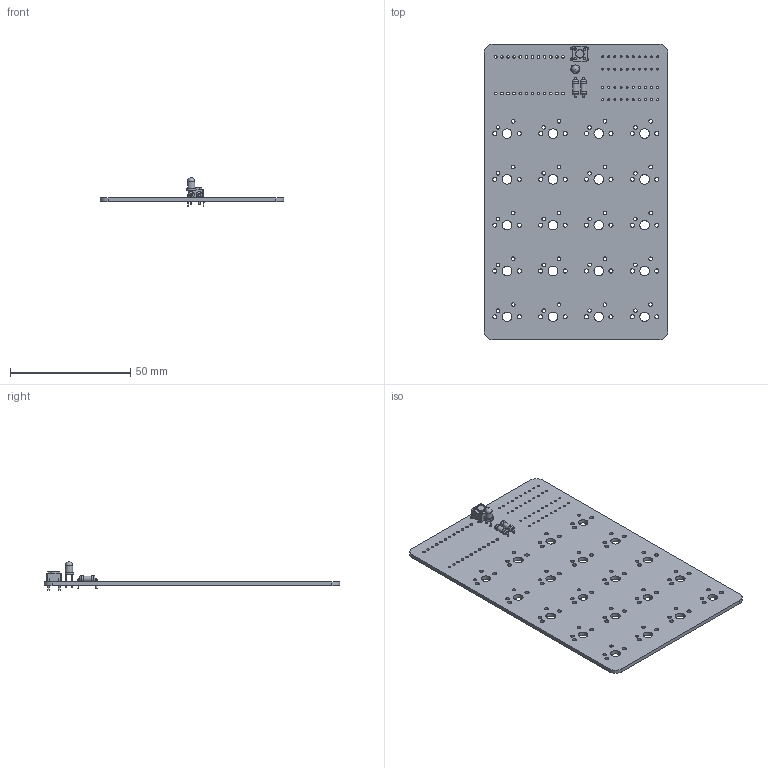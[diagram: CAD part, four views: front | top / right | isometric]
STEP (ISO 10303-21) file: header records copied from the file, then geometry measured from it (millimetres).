
FILE_DESCRIPTION(('KiCad electronic assembly'),'2;1');
FILE_NAME('numpad.step','2020-07-07T18:22:51',('An Author'),('A Company' ),'Open CASCADE STEP processor 6.9','KiCad to STEP converter', 'Unknown');
FILE_SCHEMA(('AUTOMOTIVE_DESIGN { 1 0 10303 214 1 1 1 1 }'));
Length unit declared in the file: millimetre
Products named in the file (8): Open CASCADE STEP translator 6.9 1; SW_PUSH_6mm; SOLID; R_Axial_DIN0207_L6.3mm_D2.5mm_P7.62mm_Horizontal; LED_D3.0mm; COMPOUND
Assembly tree (8 placements, depth 3):
  Open CASCADE STEP translator 6.9 1
    SW_PUSH_6mm
      SOLID
    R_Axial_DIN0207_L6.3mm_D2.5mm_P7.62mm_Horizontal  x2
      SOLID
    LED_D3.0mm
      SOLID
    COMPOUND
Bounding box: 76.33 x 122.8 x 11.8 mm (x, y, z)
Volume: 14481.4 mm3; surface area: 20245.2 mm2
Topology: 5 solids, 5 shells, 335 faces, 906 edges, 595 vertices
Faces by surface type: cylinder 231, plane 94, torus 9, sphere 1
Full cylindrical faces by diameter (mm): 0.6 x4, 0.8 x44, 0.9 x2, 1 x4, 1.092 x24, 1.1 x4, 1.5 x40, 1.7 x40, 2.25 x2, 2.5 x4, 3 x1, 3.5 x1, 4 x20
Entity records: 25120 total; most frequent: CARTESIAN_POINT 5117, DIRECTION 3714, ORIENTED_EDGE 1768, PCURVE 1768, DEFINITIONAL_REPRESENTATION 1768, LINE 1738, VECTOR 1738, EDGE_CURVE 884
